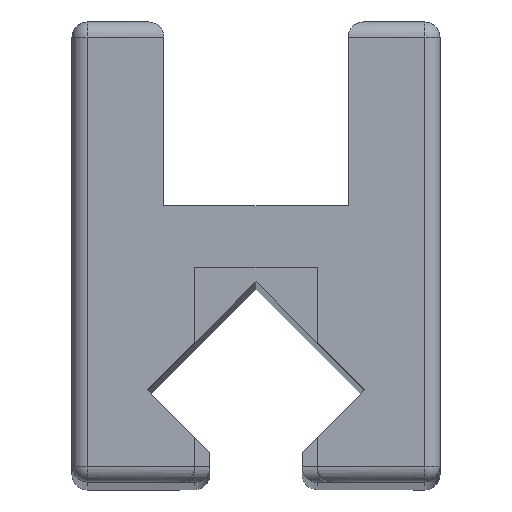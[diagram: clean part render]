
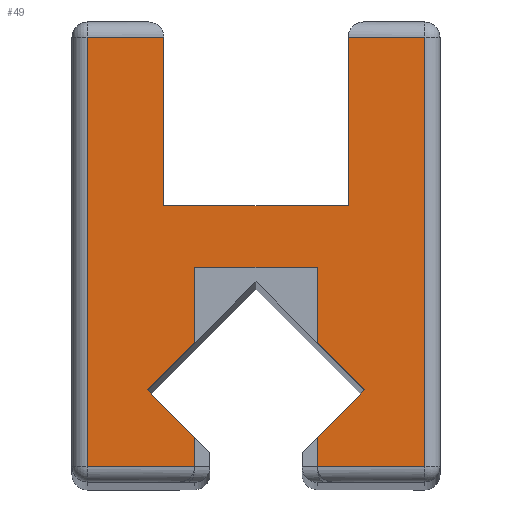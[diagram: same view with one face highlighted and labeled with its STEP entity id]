
A CAD part, top view. The second image highlights one B-rep face of the part: STEP entity #49.
In plain terms, the highlighted planar face has unit normal (0, 0, 1).
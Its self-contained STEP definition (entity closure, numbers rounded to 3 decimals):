
#49=ADVANCED_FACE('',(#164),#166,.T.);
#164=FACE_BOUND('',#165,.T.);
#165=EDGE_LOOP('',(#938,#939,#940,#941,#942,#943,#944,#945,#946,#947,#948,#949,#950,
#951,#952,#953,#954,#955));
#166=PLANE('',#167);
#167=AXIS2_PLACEMENT_3D('',#168,#169,#170);
#168=CARTESIAN_POINT('',(0.,0.,150.));
#169=DIRECTION('',(0.,0.,1.));
#170=DIRECTION('',(-1.,0.,0.));
#938=ORIENTED_EDGE('',*,*,#1448,.T.);
#939=ORIENTED_EDGE('',*,*,#1449,.T.);
#940=ORIENTED_EDGE('',*,*,#1450,.T.);
#941=ORIENTED_EDGE('',*,*,#1451,.T.);
#942=ORIENTED_EDGE('',*,*,#1452,.T.);
#943=ORIENTED_EDGE('',*,*,#1453,.T.);
#944=ORIENTED_EDGE('',*,*,#1454,.T.);
#945=ORIENTED_EDGE('',*,*,#1455,.T.);
#946=ORIENTED_EDGE('',*,*,#1456,.T.);
#947=ORIENTED_EDGE('',*,*,#1457,.T.);
#948=ORIENTED_EDGE('',*,*,#1458,.T.);
#949=ORIENTED_EDGE('',*,*,#1459,.T.);
#950=ORIENTED_EDGE('',*,*,#1460,.T.);
#951=ORIENTED_EDGE('',*,*,#1461,.T.);
#952=ORIENTED_EDGE('',*,*,#1462,.T.);
#953=ORIENTED_EDGE('',*,*,#1463,.T.);
#954=ORIENTED_EDGE('',*,*,#1464,.T.);
#955=ORIENTED_EDGE('',*,*,#1465,.T.);
#1448=EDGE_CURVE('',#1721,#1722,#1723,.T.);
#1449=EDGE_CURVE('',#1722,#1724,#1725,.T.);
#1450=EDGE_CURVE('',#1724,#1726,#1727,.T.);
#1451=EDGE_CURVE('',#1726,#1728,#1729,.T.);
#1452=EDGE_CURVE('',#1728,#1730,#1731,.T.);
#1453=EDGE_CURVE('',#1730,#1732,#1733,.T.);
#1454=EDGE_CURVE('',#1732,#1734,#1735,.T.);
#1455=EDGE_CURVE('',#1734,#1736,#1737,.T.);
#1456=EDGE_CURVE('',#1736,#1738,#1739,.T.);
#1457=EDGE_CURVE('',#1738,#1740,#1741,.F.);
#1458=EDGE_CURVE('',#1740,#1742,#1743,.T.);
#1459=EDGE_CURVE('',#1742,#1744,#1745,.T.);
#1460=EDGE_CURVE('',#1744,#1746,#1747,.F.);
#1461=EDGE_CURVE('',#1746,#1748,#1749,.T.);
#1462=EDGE_CURVE('',#1748,#1750,#1751,.F.);
#1463=EDGE_CURVE('',#1750,#1752,#1753,.T.);
#1464=EDGE_CURVE('',#1752,#1754,#1755,.T.);
#1465=EDGE_CURVE('',#1754,#1721,#1756,.F.);
#1721=VERTEX_POINT('',#2160);
#1722=VERTEX_POINT('',#2161);
#1723=LINE('',#2162,#2163);
#1724=VERTEX_POINT('',#2165);
#1725=LINE('',#2166,#2167);
#1726=VERTEX_POINT('',#2169);
#1727=LINE('',#2170,#2171);
#1728=VERTEX_POINT('',#2173);
#1729=LINE('',#2174,#2175);
#1730=VERTEX_POINT('',#2177);
#1731=LINE('',#2178,#2179);
#1732=VERTEX_POINT('',#2181);
#1733=LINE('',#2182,#2183);
#1734=VERTEX_POINT('',#2185);
#1735=LINE('',#2186,#2187);
#1736=VERTEX_POINT('',#2189);
#1737=LINE('',#2190,#2191);
#1738=VERTEX_POINT('',#2193);
#1739=LINE('',#2194,#2195);
#1740=VERTEX_POINT('',#2197);
#1741=LINE('',#2198,#2199);
#1742=VERTEX_POINT('',#2201);
#1743=LINE('',#2202,#2203);
#1744=VERTEX_POINT('',#2205);
#1745=LINE('',#2206,#2207);
#1746=VERTEX_POINT('',#2209);
#1747=LINE('',#2210,#2211);
#1748=VERTEX_POINT('',#2213);
#1749=LINE('',#2214,#2215);
#1750=VERTEX_POINT('',#2217);
#1751=LINE('',#2218,#2219);
#1752=VERTEX_POINT('',#2221);
#1753=LINE('',#2222,#2223);
#1754=VERTEX_POINT('',#2225);
#1755=LINE('',#2226,#2227);
#1756=LINE('',#2229,#2230);
#2160=CARTESIAN_POINT('',(8.,0.5,150.));
#2161=CARTESIAN_POINT('',(11.5,0.5,150.));
#2162=CARTESIAN_POINT('',(8.,0.5,150.));
#2163=VECTOR('',#2164,1.);
#2164=DIRECTION('',(1.,0.,0.));
#2165=CARTESIAN_POINT('',(11.5,14.5,150.));
#2166=CARTESIAN_POINT('',(11.5,0.5,150.));
#2167=VECTOR('',#2168,1.);
#2168=DIRECTION('',(0.,1.,0.));
#2169=CARTESIAN_POINT('',(9.,14.5,150.));
#2170=CARTESIAN_POINT('',(11.5,14.5,150.));
#2171=VECTOR('',#2172,1.);
#2172=DIRECTION('',(-1.,0.,0.));
#2173=CARTESIAN_POINT('',(9.,9.,150.));
#2174=CARTESIAN_POINT('',(9.,14.5,150.));
#2175=VECTOR('',#2176,1.);
#2176=DIRECTION('',(0.,-1.,0.));
#2177=CARTESIAN_POINT('',(3.,9.,150.));
#2178=CARTESIAN_POINT('',(9.,9.,150.));
#2179=VECTOR('',#2180,1.);
#2180=DIRECTION('',(-1.,0.,0.));
#2181=CARTESIAN_POINT('',(3.,14.5,150.));
#2182=CARTESIAN_POINT('',(3.,9.,150.));
#2183=VECTOR('',#2184,1.);
#2184=DIRECTION('',(0.,1.,0.));
#2185=CARTESIAN_POINT('',(0.5,14.5,150.));
#2186=CARTESIAN_POINT('',(3.,14.5,150.));
#2187=VECTOR('',#2188,1.);
#2188=DIRECTION('',(-1.,0.,0.));
#2189=CARTESIAN_POINT('',(0.5,0.5,150.));
#2190=CARTESIAN_POINT('',(0.5,14.5,150.));
#2191=VECTOR('',#2192,1.);
#2192=DIRECTION('',(0.,-1.,0.));
#2193=CARTESIAN_POINT('',(4.,0.5,150.));
#2194=CARTESIAN_POINT('',(0.5,0.5,150.));
#2195=VECTOR('',#2196,1.);
#2196=DIRECTION('',(1.,0.,0.));
#2197=CARTESIAN_POINT('',(4.,1.464,150.));
#2198=CARTESIAN_POINT('',(4.,1.464,150.));
#2199=VECTOR('',#2200,1.);
#2200=DIRECTION('',(0.,-1.,0.));
#2201=CARTESIAN_POINT('',(2.464,3.,150.));
#2202=CARTESIAN_POINT('',(4.,1.464,150.));
#2203=VECTOR('',#2204,1.);
#2204=DIRECTION('',(-0.707,0.707,0.));
#2205=CARTESIAN_POINT('',(4.,4.536,150.));
#2206=CARTESIAN_POINT('',(2.464,3.,150.));
#2207=VECTOR('',#2208,1.);
#2208=DIRECTION('',(0.707,0.707,0.));
#2209=CARTESIAN_POINT('',(4.,7.,150.));
#2210=CARTESIAN_POINT('',(4.,7.,150.));
#2211=VECTOR('',#2212,1.);
#2212=DIRECTION('',(0.,-1.,0.));
#2213=CARTESIAN_POINT('',(8.,7.,150.));
#2214=CARTESIAN_POINT('',(4.,7.,150.));
#2215=VECTOR('',#2216,1.);
#2216=DIRECTION('',(1.,0.,0.));
#2217=CARTESIAN_POINT('',(8.,4.536,150.));
#2218=CARTESIAN_POINT('',(8.,4.536,150.));
#2219=VECTOR('',#2220,1.);
#2220=DIRECTION('',(0.,1.,0.));
#2221=CARTESIAN_POINT('',(9.536,3.,150.));
#2222=CARTESIAN_POINT('',(8.,4.536,150.));
#2223=VECTOR('',#2224,1.);
#2224=DIRECTION('',(0.707,-0.707,0.));
#2225=CARTESIAN_POINT('',(8.,1.464,150.));
#2226=CARTESIAN_POINT('',(9.536,3.,150.));
#2227=VECTOR('',#2228,1.);
#2228=DIRECTION('',(-0.707,-0.707,0.));
#2229=CARTESIAN_POINT('',(8.,0.5,150.));
#2230=VECTOR('',#2231,1.);
#2231=DIRECTION('',(0.,1.,0.));
